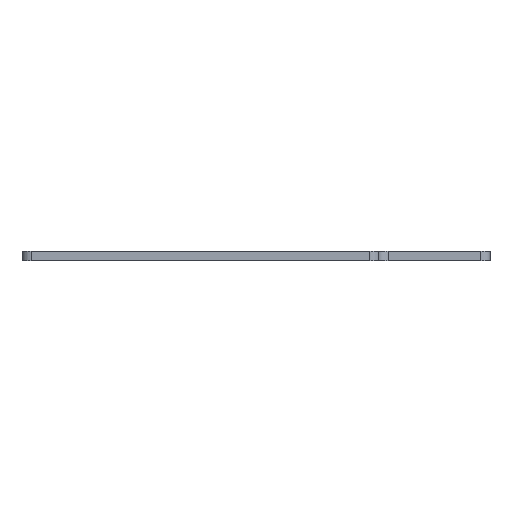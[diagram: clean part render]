
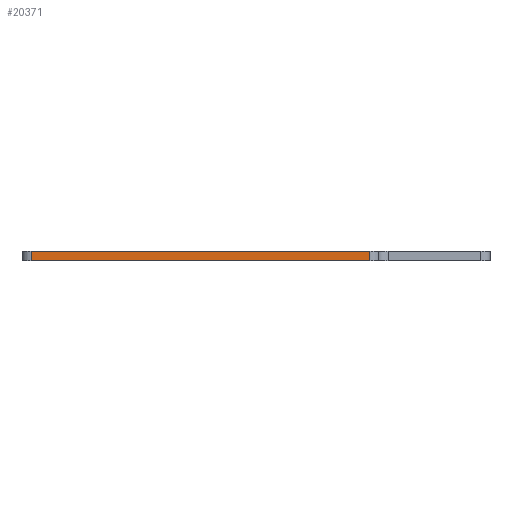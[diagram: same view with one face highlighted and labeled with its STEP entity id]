
A CAD part, left-side view. The second image highlights one B-rep face of the part: STEP entity #20371.
In plain terms, the highlighted planar face has unit normal (-1, 0, 0).
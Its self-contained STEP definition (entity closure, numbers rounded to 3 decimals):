
#83 = PLANE('',#84);
#84 = AXIS2_PLACEMENT_3D('',#85,#86,#87);
#85 = CARTESIAN_POINT('',(146.84,-74.998,1.6));
#86 = DIRECTION('',(-0.,-0.,-1.));
#87 = DIRECTION('',(-1.,0.,0.));
#111 = CYLINDRICAL_SURFACE('',#112,1.5);
#112 = AXIS2_PLACEMENT_3D('',#113,#114,#115);
#113 = CARTESIAN_POINT('',(5.497,-95.006,0.));
#114 = DIRECTION('',(-0.,-0.,-1.));
#115 = DIRECTION('',(1.,0.,-0.));
#137 = PLANE('',#138);
#138 = AXIS2_PLACEMENT_3D('',#139,#140,#141);
#139 = CARTESIAN_POINT('',(146.84,-74.998,0.));
#140 = DIRECTION('',(-0.,-0.,-1.));
#141 = DIRECTION('',(-1.,0.,0.));
#238 = EDGE_CURVE('',#239,#241,#243,.T.);
#239 = VERTEX_POINT('',#240);
#240 = CARTESIAN_POINT('',(3.998,-94.997,0.));
#241 = VERTEX_POINT('',#242);
#242 = CARTESIAN_POINT('',(3.998,-94.997,1.6));
#243 = SURFACE_CURVE('',#244,(#248,#255),.PCURVE_S1.);
#244 = LINE('',#245,#246);
#245 = CARTESIAN_POINT('',(3.998,-94.997,0.));
#246 = VECTOR('',#247,1.);
#247 = DIRECTION('',(0.,0.,1.));
#248 = PCURVE('',#111,#249);
#249 = DEFINITIONAL_REPRESENTATION('',(#250),#254);
#250 = LINE('',#251,#252);
#251 = CARTESIAN_POINT('',(-3.135,0.));
#252 = VECTOR('',#253,1.);
#253 = DIRECTION('',(-0.,-1.));
#254 = ( GEOMETRIC_REPRESENTATION_CONTEXT(2) 
PARAMETRIC_REPRESENTATION_CONTEXT() REPRESENTATION_CONTEXT('2D SPACE',''
  ) );
#255 = PCURVE('',#256,#261);
#256 = PLANE('',#257);
#257 = AXIS2_PLACEMENT_3D('',#258,#259,#260);
#258 = CARTESIAN_POINT('',(3.998,-94.997,0.));
#259 = DIRECTION('',(-1.,0.,0.));
#260 = DIRECTION('',(0.,1.,0.));
#261 = DEFINITIONAL_REPRESENTATION('',(#262),#266);
#262 = LINE('',#263,#264);
#263 = CARTESIAN_POINT('',(0.,0.));
#264 = VECTOR('',#265,1.);
#265 = DIRECTION('',(0.,-1.));
#266 = ( GEOMETRIC_REPRESENTATION_CONTEXT(2) 
PARAMETRIC_REPRESENTATION_CONTEXT() REPRESENTATION_CONTEXT('2D SPACE',''
  ) );
#326 = EDGE_CURVE('',#239,#327,#329,.T.);
#327 = VERTEX_POINT('',#328);
#328 = CARTESIAN_POINT('',(3.994,-39.908,0.));
#329 = SURFACE_CURVE('',#330,(#334,#341),.PCURVE_S1.);
#330 = LINE('',#331,#332);
#331 = CARTESIAN_POINT('',(3.998,-94.997,0.));
#332 = VECTOR('',#333,1.);
#333 = DIRECTION('',(0.,1.,0.));
#334 = PCURVE('',#137,#335);
#335 = DEFINITIONAL_REPRESENTATION('',(#336),#340);
#336 = LINE('',#337,#338);
#337 = CARTESIAN_POINT('',(142.842,-19.999));
#338 = VECTOR('',#339,1.);
#339 = DIRECTION('',(0.,1.));
#340 = ( GEOMETRIC_REPRESENTATION_CONTEXT(2) 
PARAMETRIC_REPRESENTATION_CONTEXT() REPRESENTATION_CONTEXT('2D SPACE',''
  ) );
#341 = PCURVE('',#256,#342);
#342 = DEFINITIONAL_REPRESENTATION('',(#343),#347);
#343 = LINE('',#344,#345);
#344 = CARTESIAN_POINT('',(0.,0.));
#345 = VECTOR('',#346,1.);
#346 = DIRECTION('',(1.,0.));
#347 = ( GEOMETRIC_REPRESENTATION_CONTEXT(2) 
PARAMETRIC_REPRESENTATION_CONTEXT() REPRESENTATION_CONTEXT('2D SPACE',''
  ) );
#370 = CYLINDRICAL_SURFACE('',#371,1.5);
#371 = AXIS2_PLACEMENT_3D('',#372,#373,#374);
#372 = CARTESIAN_POINT('',(5.494,-39.917,0.));
#373 = DIRECTION('',(-0.,-0.,-1.));
#374 = DIRECTION('',(1.,0.,-0.));
#11098 = EDGE_CURVE('',#241,#11099,#11101,.T.);
#11099 = VERTEX_POINT('',#11100);
#11100 = CARTESIAN_POINT('',(3.994,-39.908,1.6));
#11101 = SURFACE_CURVE('',#11102,(#11106,#11113),.PCURVE_S1.);
#11102 = LINE('',#11103,#11104);
#11103 = CARTESIAN_POINT('',(3.998,-94.997,1.6));
#11104 = VECTOR('',#11105,1.);
#11105 = DIRECTION('',(0.,1.,0.));
#11106 = PCURVE('',#83,#11107);
#11107 = DEFINITIONAL_REPRESENTATION('',(#11108),#11112);
#11108 = LINE('',#11109,#11110);
#11109 = CARTESIAN_POINT('',(142.842,-19.999));
#11110 = VECTOR('',#11111,1.);
#11111 = DIRECTION('',(0.,1.));
#11112 = ( GEOMETRIC_REPRESENTATION_CONTEXT(2) 
PARAMETRIC_REPRESENTATION_CONTEXT() REPRESENTATION_CONTEXT('2D SPACE',''
  ) );
#11113 = PCURVE('',#256,#11114);
#11114 = DEFINITIONAL_REPRESENTATION('',(#11115),#11119);
#11115 = LINE('',#11116,#11117);
#11116 = CARTESIAN_POINT('',(0.,-1.6));
#11117 = VECTOR('',#11118,1.);
#11118 = DIRECTION('',(1.,0.));
#11119 = ( GEOMETRIC_REPRESENTATION_CONTEXT(2) 
PARAMETRIC_REPRESENTATION_CONTEXT() REPRESENTATION_CONTEXT('2D SPACE',''
  ) );
#20371 = ADVANCED_FACE('',(#20372),#256,.T.);
#20372 = FACE_BOUND('',#20373,.T.);
#20373 = EDGE_LOOP('',(#20374,#20375,#20376,#20397));
#20374 = ORIENTED_EDGE('',*,*,#238,.T.);
#20375 = ORIENTED_EDGE('',*,*,#11098,.T.);
#20376 = ORIENTED_EDGE('',*,*,#20377,.F.);
#20377 = EDGE_CURVE('',#327,#11099,#20378,.T.);
#20378 = SURFACE_CURVE('',#20379,(#20383,#20390),.PCURVE_S1.);
#20379 = LINE('',#20380,#20381);
#20380 = CARTESIAN_POINT('',(3.994,-39.908,0.));
#20381 = VECTOR('',#20382,1.);
#20382 = DIRECTION('',(0.,0.,1.));
#20383 = PCURVE('',#256,#20384);
#20384 = DEFINITIONAL_REPRESENTATION('',(#20385),#20389);
#20385 = LINE('',#20386,#20387);
#20386 = CARTESIAN_POINT('',(55.089,0.));
#20387 = VECTOR('',#20388,1.);
#20388 = DIRECTION('',(0.,-1.));
#20389 = ( GEOMETRIC_REPRESENTATION_CONTEXT(2) 
PARAMETRIC_REPRESENTATION_CONTEXT() REPRESENTATION_CONTEXT('2D SPACE',''
  ) );
#20390 = PCURVE('',#370,#20391);
#20391 = DEFINITIONAL_REPRESENTATION('',(#20392),#20396);
#20392 = LINE('',#20393,#20394);
#20393 = CARTESIAN_POINT('',(-3.135,0.));
#20394 = VECTOR('',#20395,1.);
#20395 = DIRECTION('',(-0.,-1.));
#20396 = ( GEOMETRIC_REPRESENTATION_CONTEXT(2) 
PARAMETRIC_REPRESENTATION_CONTEXT() REPRESENTATION_CONTEXT('2D SPACE',''
  ) );
#20397 = ORIENTED_EDGE('',*,*,#326,.F.);
